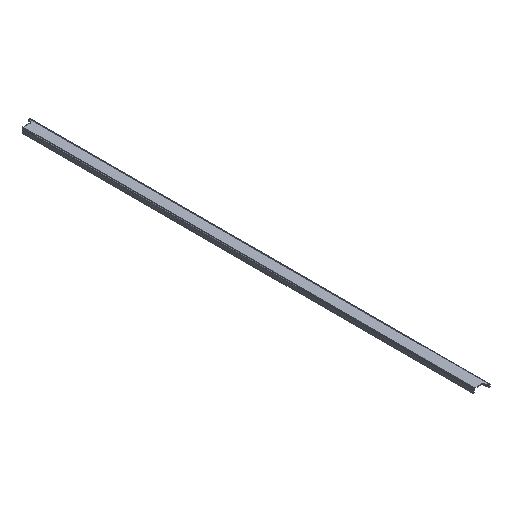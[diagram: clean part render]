
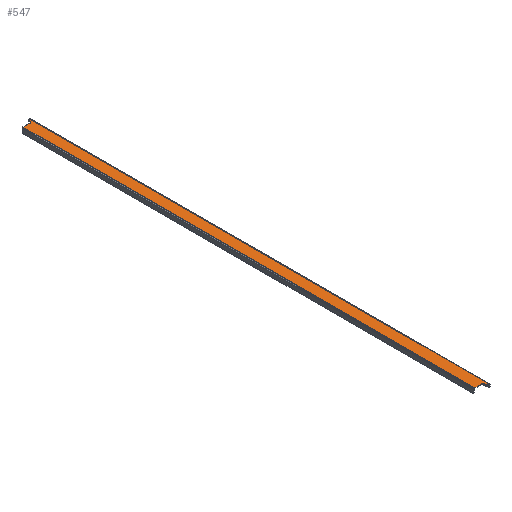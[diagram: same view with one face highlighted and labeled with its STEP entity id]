
A CAD part, isometric view. The second image highlights one B-rep face of the part: STEP entity #547.
In plain terms, the highlighted planar face has unit normal (0, 0, 1).
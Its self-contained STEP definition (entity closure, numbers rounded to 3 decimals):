
#26 = CIRCLE ( 'NONE', #1834, 6. ) ;
#35 = LINE ( 'NONE', #1248, #1294 ) ;
#47 = VERTEX_POINT ( 'NONE', #1058 ) ;
#53 = ORIENTED_EDGE ( 'NONE', *, *, #502, .T. ) ;
#74 = DIRECTION ( 'NONE',  ( 1., 0., 0. ) ) ;
#78 = ORIENTED_EDGE ( 'NONE', *, *, #1794, .T. ) ;
#87 = CARTESIAN_POINT ( 'NONE',  ( 6.4, 925.5, 0. ) ) ;
#106 = VERTEX_POINT ( 'NONE', #300 ) ;
#120 = CARTESIAN_POINT ( 'NONE',  ( 12.4, 931.5, 0. ) ) ;
#140 = CARTESIAN_POINT ( 'NONE',  ( 6.4, -925.5, 0. ) ) ;
#149 = LINE ( 'NONE', #1059, #429 ) ;
#159 = ORIENTED_EDGE ( 'NONE', *, *, #996, .T. ) ;
#182 = LINE ( 'NONE', #1283, #1951 ) ;
#210 = DIRECTION ( 'NONE',  ( 1., 0., 0. ) ) ;
#246 = DIRECTION ( 'NONE',  ( 1., 0., 0. ) ) ;
#266 = VECTOR ( 'NONE', #423, 1000. ) ;
#273 = VERTEX_POINT ( 'NONE', #1487 ) ;
#300 = CARTESIAN_POINT ( 'NONE',  ( 12.4, -931.5, 0. ) ) ;
#307 = CARTESIAN_POINT ( 'NONE',  ( 18.4, -934.5, 0. ) ) ;
#313 = ORIENTED_EDGE ( 'NONE', *, *, #1234, .F. ) ;
#329 = AXIS2_PLACEMENT_3D ( 'NONE', #1779, #1653, #74 ) ;
#352 = VERTEX_POINT ( 'NONE', #120 ) ;
#354 = DIRECTION ( 'NONE',  ( 0., 0., 1. ) ) ;
#371 = VERTEX_POINT ( 'NONE', #786 ) ;
#376 = ORIENTED_EDGE ( 'NONE', *, *, #1241, .T. ) ;
#386 = CARTESIAN_POINT ( 'NONE',  ( 6.4, -931.5, 0. ) ) ;
#390 = CIRCLE ( 'NONE', #619, 6. ) ;
#423 = DIRECTION ( 'NONE',  ( 1., 0., 0. ) ) ;
#429 = VECTOR ( 'NONE', #1390, 1000. ) ;
#432 = DIRECTION ( 'NONE',  ( 0., 0., 1. ) ) ;
#470 = DIRECTION ( 'NONE',  ( 0., -1., 0. ) ) ;
#475 = CARTESIAN_POINT ( 'NONE',  ( 21.6, 940.5, 0. ) ) ;
#487 = CARTESIAN_POINT ( 'NONE',  ( 12.4, 940.5, 0. ) ) ;
#502 = EDGE_CURVE ( 'NONE', #1235, #1840, #182, .T. ) ;
#547 = ADVANCED_FACE ( 'NONE', ( #1273 ), #1876, .T. ) ;
#556 = LINE ( 'NONE', #1801, #1203 ) ;
#580 = VERTEX_POINT ( 'NONE', #140 ) ;
#619 = AXIS2_PLACEMENT_3D ( 'NONE', #1730, #630, #1433 ) ;
#630 = DIRECTION ( 'NONE',  ( 0., 0., -1. ) ) ;
#701 = ORIENTED_EDGE ( 'NONE', *, *, #1844, .F. ) ;
#709 = VERTEX_POINT ( 'NONE', #87 ) ;
#745 = VERTEX_POINT ( 'NONE', #475 ) ;
#786 = CARTESIAN_POINT ( 'NONE',  ( 12.4, -934.5, 0. ) ) ;
#850 = EDGE_CURVE ( 'NONE', #580, #106, #1335, .T. ) ;
#865 = ORIENTED_EDGE ( 'NONE', *, *, #1232, .T. ) ;
#924 = ORIENTED_EDGE ( 'NONE', *, *, #1509, .T. ) ;
#952 = CARTESIAN_POINT ( 'NONE',  ( 18.4, 940.5, 0. ) ) ;
#965 = CARTESIAN_POINT ( 'NONE',  ( -21.6, 925.5, 0. ) ) ;
#980 = DIRECTION ( 'NONE',  ( 0., 1., 0. ) ) ;
#982 = CARTESIAN_POINT ( 'NONE',  ( 21.6, -940.5, 0. ) ) ;
#986 = DIRECTION ( 'NONE',  ( 1., 0., 0. ) ) ;
#992 = ORIENTED_EDGE ( 'NONE', *, *, #1847, .F. ) ;
#996 = EDGE_CURVE ( 'NONE', #1005, #273, #1816, .T. ) ;
#1005 = VERTEX_POINT ( 'NONE', #965 ) ;
#1058 = CARTESIAN_POINT ( 'NONE',  ( 12.4, 934.5, 0. ) ) ;
#1059 = CARTESIAN_POINT ( 'NONE',  ( -25.6, -925.5, 0. ) ) ;
#1132 = VECTOR ( 'NONE', #1553, 1000. ) ;
#1142 = AXIS2_PLACEMENT_3D ( 'NONE', #386, #1923, #246 ) ;
#1172 = LINE ( 'NONE', #1333, #266 ) ;
#1173 = ORIENTED_EDGE ( 'NONE', *, *, #1354, .F. ) ;
#1203 = VECTOR ( 'NONE', #1462, 1000. ) ;
#1225 = ORIENTED_EDGE ( 'NONE', *, *, #1924, .T. ) ;
#1232 = EDGE_CURVE ( 'NONE', #745, #1530, #556, .T. ) ;
#1234 = EDGE_CURVE ( 'NONE', #1005, #709, #1172, .T. ) ;
#1235 = VERTEX_POINT ( 'NONE', #1941 ) ;
#1241 = EDGE_CURVE ( 'NONE', #1530, #47, #1652, .T. ) ;
#1244 = CARTESIAN_POINT ( 'NONE',  ( -21.6, 940.5, 0. ) ) ;
#1248 = CARTESIAN_POINT ( 'NONE',  ( 12.4, -940.5, 0. ) ) ;
#1273 = FACE_OUTER_BOUND ( 'NONE', #1900, .T. ) ;
#1283 = CARTESIAN_POINT ( 'NONE',  ( 25.6, -940.5, 0. ) ) ;
#1294 = VECTOR ( 'NONE', #980, 1000. ) ;
#1333 = CARTESIAN_POINT ( 'NONE',  ( -25.6, 925.5, 0. ) ) ;
#1335 = CIRCLE ( 'NONE', #1142, 6. ) ;
#1354 = EDGE_CURVE ( 'NONE', #580, #273, #149, .T. ) ;
#1378 = AXIS2_PLACEMENT_3D ( 'NONE', #1728, #354, #986 ) ;
#1390 = DIRECTION ( 'NONE',  ( -1., 0., 0. ) ) ;
#1396 = LINE ( 'NONE', #487, #1132 ) ;
#1414 = VECTOR ( 'NONE', #470, 1000. ) ;
#1415 = DIRECTION ( 'NONE',  ( 0., 1., 0. ) ) ;
#1433 = DIRECTION ( 'NONE',  ( 1., 0., 0. ) ) ;
#1462 = DIRECTION ( 'NONE',  ( -1., 0., 0. ) ) ;
#1487 = CARTESIAN_POINT ( 'NONE',  ( -21.6, -925.5, 0. ) ) ;
#1501 = DIRECTION ( 'NONE',  ( 1., 0., 0. ) ) ;
#1509 = EDGE_CURVE ( 'NONE', #1840, #745, #1564, .T. ) ;
#1530 = VERTEX_POINT ( 'NONE', #952 ) ;
#1553 = DIRECTION ( 'NONE',  ( 0., 1., 0. ) ) ;
#1564 = LINE ( 'NONE', #982, #1767 ) ;
#1584 = CARTESIAN_POINT ( 'NONE',  ( 21.6, -940.5, 0. ) ) ;
#1652 = CIRCLE ( 'NONE', #329, 6. ) ;
#1653 = DIRECTION ( 'NONE',  ( 0., 0., 1. ) ) ;
#1728 = CARTESIAN_POINT ( 'NONE',  ( 0., 0., 0. ) ) ;
#1730 = CARTESIAN_POINT ( 'NONE',  ( 6.4, 931.5, 0. ) ) ;
#1767 = VECTOR ( 'NONE', #1415, 1000. ) ;
#1779 = CARTESIAN_POINT ( 'NONE',  ( 18.4, 934.5, 0. ) ) ;
#1794 = EDGE_CURVE ( 'NONE', #371, #1235, #26, .T. ) ;
#1801 = CARTESIAN_POINT ( 'NONE',  ( 25.6, 940.5, 0. ) ) ;
#1816 = LINE ( 'NONE', #1244, #1414 ) ;
#1834 = AXIS2_PLACEMENT_3D ( 'NONE', #307, #432, #1501 ) ;
#1840 = VERTEX_POINT ( 'NONE', #1584 ) ;
#1844 = EDGE_CURVE ( 'NONE', #352, #47, #1396, .T. ) ;
#1847 = EDGE_CURVE ( 'NONE', #371, #106, #35, .T. ) ;
#1876 = PLANE ( 'NONE',  #1378 ) ;
#1900 = EDGE_LOOP ( 'NONE', ( #992, #78, #53, #924, #865, #376, #701, #1225, #313, #159, #1173, #1982 ) ) ;
#1923 = DIRECTION ( 'NONE',  ( 0., 0., -1. ) ) ;
#1924 = EDGE_CURVE ( 'NONE', #352, #709, #390, .T. ) ;
#1941 = CARTESIAN_POINT ( 'NONE',  ( 18.4, -940.5, 0. ) ) ;
#1951 = VECTOR ( 'NONE', #210, 1000. ) ;
#1982 = ORIENTED_EDGE ( 'NONE', *, *, #850, .T. ) ;
